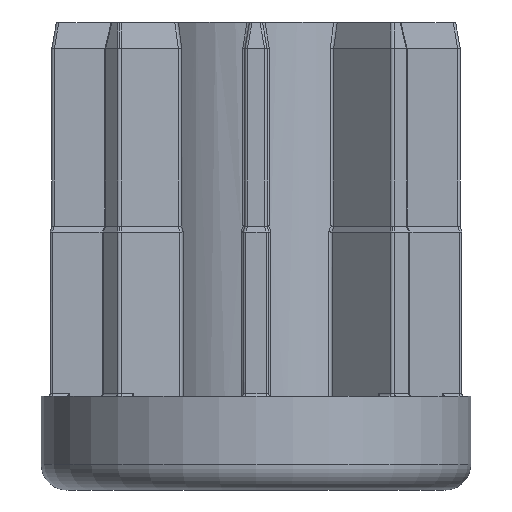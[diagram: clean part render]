
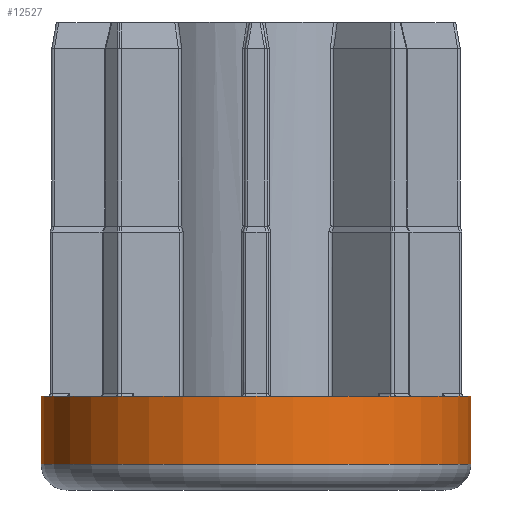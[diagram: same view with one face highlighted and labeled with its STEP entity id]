
A CAD part, front view. The second image highlights one B-rep face of the part: STEP entity #12527.
In plain terms, the highlighted cylindrical face has radius 25.25 mm (diameter 50.5 mm), a partial arc.
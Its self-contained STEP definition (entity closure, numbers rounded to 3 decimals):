
#73 = AXIS2_PLACEMENT_3D ( 'NONE', #6072, #13107, #7078 ) ;
#616 = CARTESIAN_POINT ( 'NONE',  ( -25.25, 0., 11. ) ) ;
#736 = CARTESIAN_POINT ( 'NONE',  ( 25.25, 0., 11. ) ) ;
#888 = AXIS2_PLACEMENT_3D ( 'NONE', #4316, #10412, #10376 ) ;
#2268 = VECTOR ( 'NONE', #3951, 1000. ) ;
#2709 = DIRECTION ( 'NONE',  ( 0., 0., 1. ) ) ;
#3430 = LINE ( 'NONE', #736, #2268 ) ;
#3581 = CARTESIAN_POINT ( 'NONE',  ( 25.25, 0., 3. ) ) ;
#3734 = CARTESIAN_POINT ( 'NONE',  ( -25.25, 0., 3. ) ) ;
#3900 = EDGE_CURVE ( 'NONE', #5496, #12065, #10392, .T. ) ;
#3951 = DIRECTION ( 'NONE',  ( 0., 0., -1. ) ) ;
#4316 = CARTESIAN_POINT ( 'NONE',  ( 0., 0., 11. ) ) ;
#4361 = EDGE_LOOP ( 'NONE', ( #9107, #9118, #9257, #9272 ) ) ;
#4405 = VECTOR ( 'NONE', #12608, 1000. ) ;
#4884 = LINE ( 'NONE', #11607, #4405 ) ;
#5496 = VERTEX_POINT ( 'NONE', #616 ) ;
#6050 = EDGE_CURVE ( 'NONE', #5496, #8347, #4884, .T. ) ;
#6072 = CARTESIAN_POINT ( 'NONE',  ( 0., 0., 11. ) ) ;
#6143 = AXIS2_PLACEMENT_3D ( 'NONE', #8840, #2709, #9835 ) ;
#6377 = EDGE_CURVE ( 'NONE', #12065, #8777, #3430, .T. ) ;
#7078 = DIRECTION ( 'NONE',  ( 1., 0., 0. ) ) ;
#8347 = VERTEX_POINT ( 'NONE', #3734 ) ;
#8777 = VERTEX_POINT ( 'NONE', #3581 ) ;
#8840 = CARTESIAN_POINT ( 'NONE',  ( 0., 0., 3. ) ) ;
#9047 = CYLINDRICAL_SURFACE ( 'NONE', #888, 25.25 ) ;
#9107 = ORIENTED_EDGE ( 'NONE', *, *, #6377, .F. ) ;
#9118 = ORIENTED_EDGE ( 'NONE', *, *, #3900, .F. ) ;
#9257 = ORIENTED_EDGE ( 'NONE', *, *, #6050, .T. ) ;
#9272 = ORIENTED_EDGE ( 'NONE', *, *, #9858, .T. ) ;
#9528 = CARTESIAN_POINT ( 'NONE',  ( 25.25, 0., 11. ) ) ;
#9641 = CIRCLE ( 'NONE', #6143, 25.25 ) ;
#9835 = DIRECTION ( 'NONE',  ( 1., 0., 0. ) ) ;
#9858 = EDGE_CURVE ( 'NONE', #8347, #8777, #9641, .T. ) ;
#10376 = DIRECTION ( 'NONE',  ( -1., 0., 0. ) ) ;
#10392 = CIRCLE ( 'NONE', #73, 25.25 ) ;
#10412 = DIRECTION ( 'NONE',  ( 0., 0., -1. ) ) ;
#11607 = CARTESIAN_POINT ( 'NONE',  ( -25.25, 0., 11. ) ) ;
#12065 = VERTEX_POINT ( 'NONE', #9528 ) ;
#12326 = FACE_OUTER_BOUND ( 'NONE', #4361, .T. ) ;
#12527 = ADVANCED_FACE ( 'NONE', ( #12326 ), #9047, .T. ) ;
#12608 = DIRECTION ( 'NONE',  ( 0., 0., -1. ) ) ;
#13107 = DIRECTION ( 'NONE',  ( 0., 0., 1. ) ) ;
